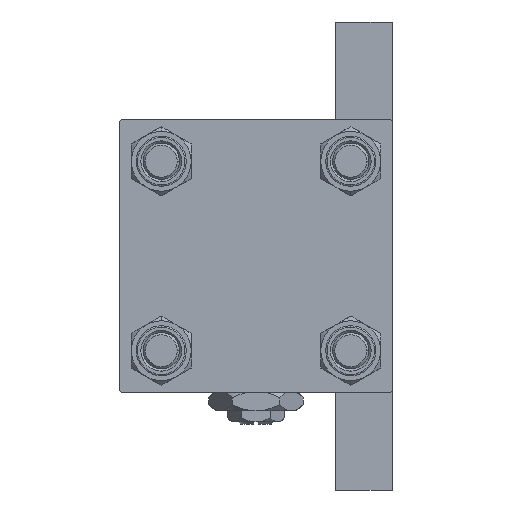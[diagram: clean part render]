
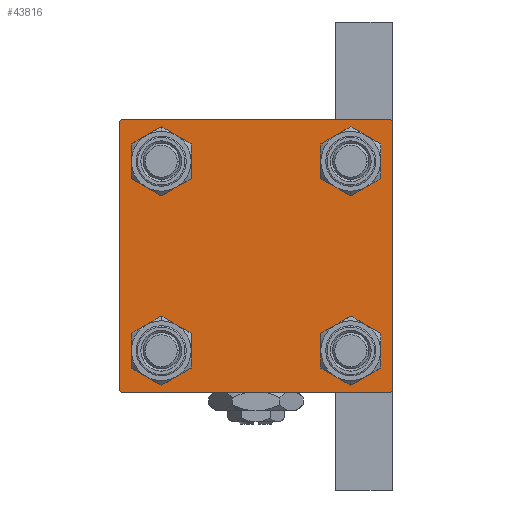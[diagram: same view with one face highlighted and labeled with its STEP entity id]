
A CAD part, left-side view. The second image highlights one B-rep face of the part: STEP entity #43816.
In plain terms, the highlighted planar face has unit normal (-1, 0, 0).
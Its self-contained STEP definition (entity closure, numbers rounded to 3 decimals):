
#27 = AXIS2_PLACEMENT_3D ( 'NONE', #27856, #12259, #3627 ) ;
#172 = EDGE_CURVE ( 'NONE', #21064, #8418, #46284, .T. ) ;
#520 = CARTESIAN_POINT ( 'NONE',  ( 0., 30., 29.5 ) ) ;
#735 = VERTEX_POINT ( 'NONE', #47396 ) ;
#1087 = FACE_OUTER_BOUND ( 'NONE', #16040, .T. ) ;
#1462 = CARTESIAN_POINT ( 'NONE',  ( 0., -20.85, 25.35 ) ) ;
#1852 = ORIENTED_EDGE ( 'NONE', *, *, #21837, .T. ) ;
#2156 = EDGE_CURVE ( 'NONE', #23773, #41421, #42389, .T. ) ;
#2697 = DIRECTION ( 'NONE',  ( 0., 0., 1. ) ) ;
#3123 = DIRECTION ( 'NONE',  ( 1., 0., 0. ) ) ;
#3608 = AXIS2_PLACEMENT_3D ( 'NONE', #22830, #10851, #41756 ) ;
#3627 = DIRECTION ( 'NONE',  ( 0., 0., 1. ) ) ;
#5212 = LINE ( 'NONE', #39918, #39976 ) ;
#5855 = VECTOR ( 'NONE', #30631, 1000. ) ;
#6204 = EDGE_CURVE ( 'NONE', #30200, #735, #27727, .T. ) ;
#6568 = ORIENTED_EDGE ( 'NONE', *, *, #10628, .F. ) ;
#6658 = VERTEX_POINT ( 'NONE', #14218 ) ;
#6687 = AXIS2_PLACEMENT_3D ( 'NONE', #11686, #23419, #19808 ) ;
#7122 = ORIENTED_EDGE ( 'NONE', *, *, #35727, .T. ) ;
#7279 = EDGE_CURVE ( 'NONE', #33765, #46493, #5212, .T. ) ;
#7495 = DIRECTION ( 'NONE',  ( 0., 0., 1. ) ) ;
#8101 = VERTEX_POINT ( 'NONE', #520 ) ;
#8418 = VERTEX_POINT ( 'NONE', #1462 ) ;
#8757 = CARTESIAN_POINT ( 'NONE',  ( 0., -30., 30. ) ) ;
#8927 = EDGE_CURVE ( 'NONE', #47942, #46654, #19603, .T. ) ;
#9621 = ORIENTED_EDGE ( 'NONE', *, *, #2156, .T. ) ;
#9995 = EDGE_CURVE ( 'NONE', #41421, #23773, #46608, .T. ) ;
#10545 = EDGE_LOOP ( 'NONE', ( #25411, #18295 ) ) ;
#10628 = EDGE_CURVE ( 'NONE', #27929, #46493, #39133, .T. ) ;
#10844 = CARTESIAN_POINT ( 'NONE',  ( 0., -20.85, 20.85 ) ) ;
#10851 = DIRECTION ( 'NONE',  ( 1., 0., 0. ) ) ;
#10918 = CARTESIAN_POINT ( 'NONE',  ( 0., 29.75, 29.75 ) ) ;
#11146 = CIRCLE ( 'NONE', #42064, 4.5 ) ;
#11686 = CARTESIAN_POINT ( 'NONE',  ( 0., 20.85, -20.85 ) ) ;
#11851 = CARTESIAN_POINT ( 'NONE',  ( 0., 29.5, -30. ) ) ;
#12039 = CARTESIAN_POINT ( 'NONE',  ( 0., 20.85, -20.85 ) ) ;
#12259 = DIRECTION ( 'NONE',  ( 1., 0., 0. ) ) ;
#12393 = ORIENTED_EDGE ( 'NONE', *, *, #45723, .T. ) ;
#12644 = CARTESIAN_POINT ( 'NONE',  ( 0., -30., 29.5 ) ) ;
#12647 = CARTESIAN_POINT ( 'NONE',  ( 0., -30., -29.5 ) ) ;
#12705 = EDGE_LOOP ( 'NONE', ( #31153, #22134 ) ) ;
#12724 = CARTESIAN_POINT ( 'NONE',  ( 0., -20.85, -16.35 ) ) ;
#13340 = VERTEX_POINT ( 'NONE', #11851 ) ;
#14016 = AXIS2_PLACEMENT_3D ( 'NONE', #28376, #48291, #16594 ) ;
#14218 = CARTESIAN_POINT ( 'NONE',  ( 0., -20.85, -25.35 ) ) ;
#14263 = CARTESIAN_POINT ( 'NONE',  ( 0., 30., 30. ) ) ;
#14381 = LINE ( 'NONE', #14629, #49683 ) ;
#14629 = CARTESIAN_POINT ( 'NONE',  ( 0., 29.75, -29.75 ) ) ;
#15741 = EDGE_CURVE ( 'NONE', #35890, #6658, #39459, .T. ) ;
#15984 = DIRECTION ( 'NONE',  ( 0., 0.707, 0.707 ) ) ;
#16040 = EDGE_LOOP ( 'NONE', ( #33796, #44408, #12393, #35139, #6568, #1852, #21899, #7122 ) ) ;
#16594 = DIRECTION ( 'NONE',  ( 0., 0., 1. ) ) ;
#16712 = LINE ( 'NONE', #40243, #46711 ) ;
#17208 = CARTESIAN_POINT ( 'NONE',  ( 0., -20.85, 16.35 ) ) ;
#18295 = ORIENTED_EDGE ( 'NONE', *, *, #32368, .T. ) ;
#19477 = VECTOR ( 'NONE', #50245, 1000. ) ;
#19603 = LINE ( 'NONE', #46962, #5855 ) ;
#19681 = DIRECTION ( 'NONE',  ( 0., 0., -1. ) ) ;
#19808 = DIRECTION ( 'NONE',  ( 0., 0., 1. ) ) ;
#20332 = DIRECTION ( 'NONE',  ( 1., 0., 0. ) ) ;
#21064 = VERTEX_POINT ( 'NONE', #17208 ) ;
#21188 = EDGE_CURVE ( 'NONE', #8418, #21064, #11146, .T. ) ;
#21205 = CARTESIAN_POINT ( 'NONE',  ( 0., 20.85, 16.35 ) ) ;
#21431 = ORIENTED_EDGE ( 'NONE', *, *, #172, .T. ) ;
#21554 = CARTESIAN_POINT ( 'NONE',  ( 0., -20.85, 20.85 ) ) ;
#21837 = EDGE_CURVE ( 'NONE', #27929, #46654, #24431, .T. ) ;
#21899 = ORIENTED_EDGE ( 'NONE', *, *, #8927, .F. ) ;
#22123 = VECTOR ( 'NONE', #19681, 1000. ) ;
#22134 = ORIENTED_EDGE ( 'NONE', *, *, #6204, .T. ) ;
#22830 = CARTESIAN_POINT ( 'NONE',  ( 0., -20.85, -20.85 ) ) ;
#22833 = CARTESIAN_POINT ( 'NONE',  ( 0., -29.5, 30. ) ) ;
#23316 = CIRCLE ( 'NONE', #38806, 4.5 ) ;
#23419 = DIRECTION ( 'NONE',  ( 1., 0., 0. ) ) ;
#23773 = VERTEX_POINT ( 'NONE', #35425 ) ;
#24147 = ORIENTED_EDGE ( 'NONE', *, *, #21188, .T. ) ;
#24332 = CIRCLE ( 'NONE', #42275, 4.5 ) ;
#24431 = LINE ( 'NONE', #27504, #32167 ) ;
#24453 = DIRECTION ( 'NONE',  ( 0., 0., 1. ) ) ;
#24663 = DIRECTION ( 'NONE',  ( 0., -1., 0. ) ) ;
#24799 = EDGE_CURVE ( 'NONE', #735, #30200, #23316, .T. ) ;
#25411 = ORIENTED_EDGE ( 'NONE', *, *, #15741, .T. ) ;
#26007 = CARTESIAN_POINT ( 'NONE',  ( 0., 29.5, 30. ) ) ;
#26423 = DIRECTION ( 'NONE',  ( 1., 0., 0. ) ) ;
#27150 = DIRECTION ( 'NONE',  ( 0., -0.707, -0.707 ) ) ;
#27378 = DIRECTION ( 'NONE',  ( 1., 0., 0. ) ) ;
#27504 = CARTESIAN_POINT ( 'NONE',  ( 0., -29.75, 29.75 ) ) ;
#27727 = CIRCLE ( 'NONE', #27, 4.5 ) ;
#27856 = CARTESIAN_POINT ( 'NONE',  ( 0., 20.85, 20.85 ) ) ;
#27872 = FACE_BOUND ( 'NONE', #31301, .T. ) ;
#27929 = VERTEX_POINT ( 'NONE', #12644 ) ;
#28376 = CARTESIAN_POINT ( 'NONE',  ( 0., 0., 0. ) ) ;
#28884 = PLANE ( 'NONE',  #14016 ) ;
#29040 = CARTESIAN_POINT ( 'NONE',  ( 0., 20.85, 20.85 ) ) ;
#29133 = FACE_BOUND ( 'NONE', #12705, .T. ) ;
#29845 = DIRECTION ( 'NONE',  ( 0., 0., -1. ) ) ;
#30200 = VERTEX_POINT ( 'NONE', #21205 ) ;
#30569 = LINE ( 'NONE', #10918, #19477 ) ;
#30631 = DIRECTION ( 'NONE',  ( 0., -1., 0. ) ) ;
#31153 = ORIENTED_EDGE ( 'NONE', *, *, #24799, .T. ) ;
#31301 = EDGE_LOOP ( 'NONE', ( #24147, #21431 ) ) ;
#32167 = VECTOR ( 'NONE', #15984, 1000. ) ;
#32368 = EDGE_CURVE ( 'NONE', #6658, #35890, #24332, .T. ) ;
#32673 = VECTOR ( 'NONE', #29845, 1000. ) ;
#33410 = LINE ( 'NONE', #14263, #32673 ) ;
#33765 = VERTEX_POINT ( 'NONE', #44057 ) ;
#33796 = ORIENTED_EDGE ( 'NONE', *, *, #38202, .T. ) ;
#33982 = DIRECTION ( 'NONE',  ( 0., 0., 1. ) ) ;
#34118 = AXIS2_PLACEMENT_3D ( 'NONE', #10844, #26423, #2697 ) ;
#35139 = ORIENTED_EDGE ( 'NONE', *, *, #7279, .T. ) ;
#35425 = CARTESIAN_POINT ( 'NONE',  ( 0., 20.85, -16.35 ) ) ;
#35727 = EDGE_CURVE ( 'NONE', #47942, #8101, #30569, .T. ) ;
#35890 = VERTEX_POINT ( 'NONE', #12724 ) ;
#36002 = CARTESIAN_POINT ( 'NONE',  ( 0., 20.85, -25.35 ) ) ;
#36898 = EDGE_LOOP ( 'NONE', ( #9621, #42013 ) ) ;
#38202 = EDGE_CURVE ( 'NONE', #8101, #42702, #33410, .T. ) ;
#38806 = AXIS2_PLACEMENT_3D ( 'NONE', #29040, #20332, #24453 ) ;
#39133 = LINE ( 'NONE', #8757, #22123 ) ;
#39459 = CIRCLE ( 'NONE', #3608, 4.5 ) ;
#39765 = CARTESIAN_POINT ( 'NONE',  ( 0., -20.85, -20.85 ) ) ;
#39863 = FACE_BOUND ( 'NONE', #36898, .T. ) ;
#39918 = CARTESIAN_POINT ( 'NONE',  ( 0., -29.75, -29.75 ) ) ;
#39976 = VECTOR ( 'NONE', #44259, 1000. ) ;
#40026 = DIRECTION ( 'NONE',  ( 0., 0., 1. ) ) ;
#40243 = CARTESIAN_POINT ( 'NONE',  ( 0., 30., -30. ) ) ;
#40797 = AXIS2_PLACEMENT_3D ( 'NONE', #12039, #27378, #7495 ) ;
#41421 = VERTEX_POINT ( 'NONE', #36002 ) ;
#41756 = DIRECTION ( 'NONE',  ( 0., 0., 1. ) ) ;
#42013 = ORIENTED_EDGE ( 'NONE', *, *, #9995, .T. ) ;
#42064 = AXIS2_PLACEMENT_3D ( 'NONE', #21554, #3123, #33982 ) ;
#42275 = AXIS2_PLACEMENT_3D ( 'NONE', #39765, #47423, #40026 ) ;
#42389 = CIRCLE ( 'NONE', #40797, 4.5 ) ;
#42702 = VERTEX_POINT ( 'NONE', #47449 ) ;
#43816 = ADVANCED_FACE ( 'NONE', ( #27872, #47773, #39863, #29133, #1087 ), #28884, .T. ) ;
#44057 = CARTESIAN_POINT ( 'NONE',  ( 0., -29.5, -30. ) ) ;
#44259 = DIRECTION ( 'NONE',  ( 0., -0.707, 0.707 ) ) ;
#44408 = ORIENTED_EDGE ( 'NONE', *, *, #48613, .T. ) ;
#45723 = EDGE_CURVE ( 'NONE', #13340, #33765, #16712, .T. ) ;
#46284 = CIRCLE ( 'NONE', #34118, 4.5 ) ;
#46493 = VERTEX_POINT ( 'NONE', #12647 ) ;
#46608 = CIRCLE ( 'NONE', #6687, 4.5 ) ;
#46654 = VERTEX_POINT ( 'NONE', #22833 ) ;
#46711 = VECTOR ( 'NONE', #24663, 1000. ) ;
#46962 = CARTESIAN_POINT ( 'NONE',  ( 0., 30., 30. ) ) ;
#47396 = CARTESIAN_POINT ( 'NONE',  ( 0., 20.85, 25.35 ) ) ;
#47423 = DIRECTION ( 'NONE',  ( 1., 0., 0. ) ) ;
#47449 = CARTESIAN_POINT ( 'NONE',  ( 0., 30., -29.5 ) ) ;
#47773 = FACE_BOUND ( 'NONE', #10545, .T. ) ;
#47942 = VERTEX_POINT ( 'NONE', #26007 ) ;
#48291 = DIRECTION ( 'NONE',  ( -1., 0., 0. ) ) ;
#48613 = EDGE_CURVE ( 'NONE', #42702, #13340, #14381, .T. ) ;
#49683 = VECTOR ( 'NONE', #27150, 1000. ) ;
#50245 = DIRECTION ( 'NONE',  ( 0., 0.707, -0.707 ) ) ;
